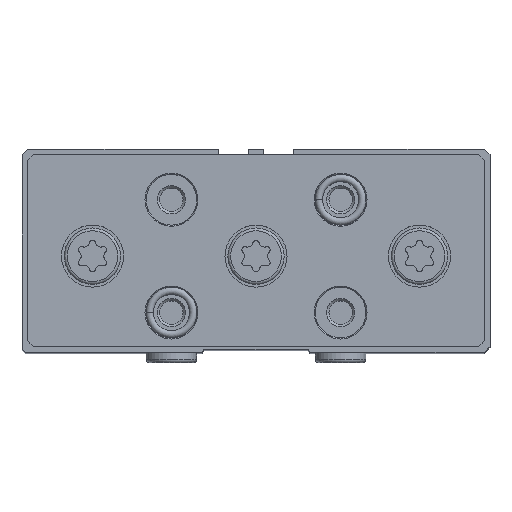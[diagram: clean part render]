
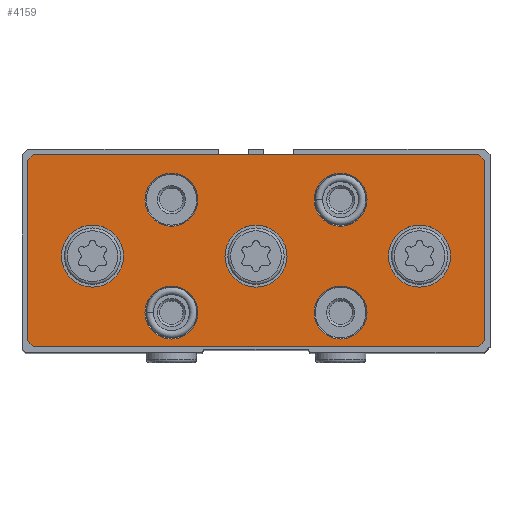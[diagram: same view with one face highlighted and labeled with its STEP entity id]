
A CAD part, top view. The second image highlights one B-rep face of the part: STEP entity #4159.
In plain terms, the highlighted face is planar.
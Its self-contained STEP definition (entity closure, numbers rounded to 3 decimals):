
#375=LINE('',#6942,#581);
#376=LINE('',#6945,#582);
#377=LINE('',#6947,#583);
#378=LINE('',#6949,#584);
#379=LINE('',#6951,#585);
#380=LINE('',#6953,#586);
#381=LINE('',#6955,#587);
#382=LINE('',#6957,#588);
#581=VECTOR('',#5629,1000.);
#582=VECTOR('',#5630,1000.);
#583=VECTOR('',#5631,1000.);
#584=VECTOR('',#5632,1000.);
#585=VECTOR('',#5633,1000.);
#586=VECTOR('',#5634,1000.);
#587=VECTOR('',#5635,1000.);
#588=VECTOR('',#5636,1000.);
#1157=ORIENTED_EDGE('',*,*,#1964,.F.);
#1158=ORIENTED_EDGE('',*,*,#1965,.F.);
#1159=ORIENTED_EDGE('',*,*,#1966,.F.);
#1160=ORIENTED_EDGE('',*,*,#1967,.F.);
#1161=ORIENTED_EDGE('',*,*,#1968,.F.);
#1162=ORIENTED_EDGE('',*,*,#1969,.F.);
#1163=ORIENTED_EDGE('',*,*,#1970,.F.);
#1164=ORIENTED_EDGE('',*,*,#1971,.T.);
#1165=ORIENTED_EDGE('',*,*,#1972,.T.);
#1166=ORIENTED_EDGE('',*,*,#1973,.T.);
#1167=ORIENTED_EDGE('',*,*,#1974,.T.);
#1168=ORIENTED_EDGE('',*,*,#1975,.T.);
#1169=ORIENTED_EDGE('',*,*,#1976,.T.);
#1170=ORIENTED_EDGE('',*,*,#1977,.T.);
#1171=ORIENTED_EDGE('',*,*,#1978,.T.);
#1964=EDGE_CURVE('',#2450,#2450,#2798,.T.);
#1965=EDGE_CURVE('',#2451,#2451,#2799,.T.);
#1966=EDGE_CURVE('',#2452,#2452,#2800,.T.);
#1967=EDGE_CURVE('',#2453,#2453,#2801,.T.);
#1968=EDGE_CURVE('',#2454,#2454,#2802,.T.);
#1969=EDGE_CURVE('',#2455,#2455,#2803,.T.);
#1970=EDGE_CURVE('',#2456,#2456,#2804,.T.);
#1971=EDGE_CURVE('',#2457,#2458,#375,.T.);
#1972=EDGE_CURVE('',#2458,#2459,#376,.T.);
#1973=EDGE_CURVE('',#2459,#2460,#377,.T.);
#1974=EDGE_CURVE('',#2460,#2461,#378,.T.);
#1975=EDGE_CURVE('',#2461,#2462,#379,.T.);
#1976=EDGE_CURVE('',#2462,#2463,#380,.T.);
#1977=EDGE_CURVE('',#2463,#2464,#381,.T.);
#1978=EDGE_CURVE('',#2464,#2457,#382,.T.);
#2450=VERTEX_POINT('',#6929);
#2451=VERTEX_POINT('',#6931);
#2452=VERTEX_POINT('',#6933);
#2453=VERTEX_POINT('',#6935);
#2454=VERTEX_POINT('',#6937);
#2455=VERTEX_POINT('',#6939);
#2456=VERTEX_POINT('',#6941);
#2457=VERTEX_POINT('',#6943);
#2458=VERTEX_POINT('',#6944);
#2459=VERTEX_POINT('',#6946);
#2460=VERTEX_POINT('',#6948);
#2461=VERTEX_POINT('',#6950);
#2462=VERTEX_POINT('',#6952);
#2463=VERTEX_POINT('',#6954);
#2464=VERTEX_POINT('',#6956);
#2798=CIRCLE('',#4643,5.5);
#2799=CIRCLE('',#4644,5.5);
#2800=CIRCLE('',#4645,5.5);
#2801=CIRCLE('',#4646,4.7);
#2802=CIRCLE('',#4647,4.7);
#2803=CIRCLE('',#4648,4.7);
#2804=CIRCLE('',#4649,4.7);
#3210=EDGE_LOOP('',(#1157));
#3211=EDGE_LOOP('',(#1158));
#3212=EDGE_LOOP('',(#1159));
#3213=EDGE_LOOP('',(#1160));
#3214=EDGE_LOOP('',(#1161));
#3215=EDGE_LOOP('',(#1162));
#3216=EDGE_LOOP('',(#1163));
#3217=EDGE_LOOP('',(#1164,#1165,#1166,#1167,#1168,#1169,#1170,#1171));
#3689=FACE_BOUND('',#3210,.T.);
#3690=FACE_BOUND('',#3211,.T.);
#3691=FACE_BOUND('',#3212,.T.);
#3692=FACE_BOUND('',#3213,.T.);
#3693=FACE_BOUND('',#3214,.T.);
#3694=FACE_BOUND('',#3215,.T.);
#3695=FACE_BOUND('',#3216,.T.);
#3696=FACE_BOUND('',#3217,.T.);
#3963=PLANE('',#4642);
#4159=ADVANCED_FACE('',(#3689,#3690,#3691,#3692,#3693,#3694,#3695,#3696),
#3963,.T.);
#4642=AXIS2_PLACEMENT_3D('',#6927,#5613,#5614);
#4643=AXIS2_PLACEMENT_3D('',#6928,#5615,#5616);
#4644=AXIS2_PLACEMENT_3D('',#6930,#5617,#5618);
#4645=AXIS2_PLACEMENT_3D('',#6932,#5619,#5620);
#4646=AXIS2_PLACEMENT_3D('',#6934,#5621,#5622);
#4647=AXIS2_PLACEMENT_3D('',#6936,#5623,#5624);
#4648=AXIS2_PLACEMENT_3D('',#6938,#5625,#5626);
#4649=AXIS2_PLACEMENT_3D('',#6940,#5627,#5628);
#5613=DIRECTION('',(1.,0.,0.));
#5614=DIRECTION('',(0.,0.,-1.));
#5615=DIRECTION('',(1.,0.,0.));
#5616=DIRECTION('',(0.,0.,-1.));
#5617=DIRECTION('',(1.,0.,0.));
#5618=DIRECTION('',(0.,0.,-1.));
#5619=DIRECTION('',(1.,0.,0.));
#5620=DIRECTION('',(0.,0.,-1.));
#5621=DIRECTION('',(1.,0.,0.));
#5622=DIRECTION('',(0.,0.,-1.));
#5623=DIRECTION('',(1.,0.,0.));
#5624=DIRECTION('',(0.,0.,-1.));
#5625=DIRECTION('',(1.,0.,0.));
#5626=DIRECTION('',(0.,0.,-1.));
#5627=DIRECTION('',(1.,0.,0.));
#5628=DIRECTION('',(0.,0.,-1.));
#5629=DIRECTION('',(0.,-1.,0.));
#5630=DIRECTION('',(0.,-0.707,-0.707));
#5631=DIRECTION('',(0.,0.,-1.));
#5632=DIRECTION('',(0.,0.707,-0.707));
#5633=DIRECTION('',(0.,1.,0.));
#5634=DIRECTION('',(0.,0.707,0.707));
#5635=DIRECTION('',(0.,0.,1.));
#5636=DIRECTION('',(0.,-0.707,0.707));
#6927=CARTESIAN_POINT('',(14.,0.,0.));
#6928=CARTESIAN_POINT('',(14.,0.,29.));
#6929=CARTESIAN_POINT('',(14.,0.,23.5));
#6930=CARTESIAN_POINT('',(14.,0.,-29.));
#6931=CARTESIAN_POINT('',(14.,0.,-34.5));
#6932=CARTESIAN_POINT('',(14.,0.,0.));
#6933=CARTESIAN_POINT('',(14.,0.,-5.5));
#6934=CARTESIAN_POINT('',(14.,-10.,15.));
#6935=CARTESIAN_POINT('',(14.,-10.,10.3));
#6936=CARTESIAN_POINT('',(14.,-10.,-15.));
#6937=CARTESIAN_POINT('',(14.,-10.,-19.7));
#6938=CARTESIAN_POINT('',(14.,10.,15.));
#6939=CARTESIAN_POINT('',(14.,10.,10.3));
#6940=CARTESIAN_POINT('',(14.,10.,-15.));
#6941=CARTESIAN_POINT('',(14.,10.,-19.7));
#6942=CARTESIAN_POINT('',(14.,17.,40.5));
#6943=CARTESIAN_POINT('',(14.,17.,40.5));
#6944=CARTESIAN_POINT('',(14.,-15.,40.5));
#6945=CARTESIAN_POINT('',(14.,-15.,40.5));
#6946=CARTESIAN_POINT('',(14.,-16.,39.5));
#6947=CARTESIAN_POINT('',(14.,-16.,39.5));
#6948=CARTESIAN_POINT('',(14.,-16.,-39.5));
#6949=CARTESIAN_POINT('',(14.,-16.,-39.5));
#6950=CARTESIAN_POINT('',(14.,-15.,-40.5));
#6951=CARTESIAN_POINT('',(14.,-15.,-40.5));
#6952=CARTESIAN_POINT('',(14.,17.,-40.5));
#6953=CARTESIAN_POINT('',(14.,17.,-40.5));
#6954=CARTESIAN_POINT('',(14.,18.,-39.5));
#6955=CARTESIAN_POINT('',(14.,18.,-39.5));
#6956=CARTESIAN_POINT('',(14.,18.,39.5));
#6957=CARTESIAN_POINT('',(14.,18.,39.5));
